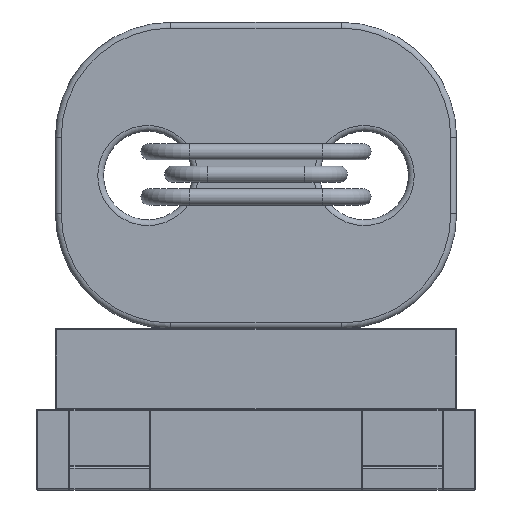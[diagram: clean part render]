
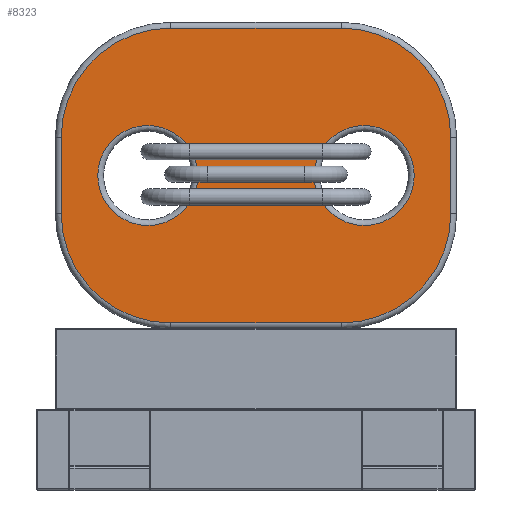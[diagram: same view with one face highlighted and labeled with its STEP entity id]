
A CAD part, front view. The second image highlights one B-rep face of the part: STEP entity #8323.
In plain terms, the highlighted planar face has unit normal (0, -1, 0).
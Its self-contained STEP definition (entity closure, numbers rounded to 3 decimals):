
#200=FACE_BOUND('',#2963,.T.);
#201=FACE_BOUND('',#2964,.T.);
#346=PLANE('',#9339);
#805=LINE('',#13311,#1535);
#806=LINE('',#13315,#1536);
#807=LINE('',#13319,#1537);
#808=LINE('',#13323,#1538);
#1535=VECTOR('',#11073,10.);
#1536=VECTOR('',#11076,10.);
#1537=VECTOR('',#11079,10.);
#1538=VECTOR('',#11082,10.);
#2426=FACE_OUTER_BOUND('',#2962,.T.);
#2962=EDGE_LOOP('',(#6704,#6705,#6706,#6707,#6708,#6709,#6710,#6711));
#2963=EDGE_LOOP('',(#6712,#6713));
#2964=EDGE_LOOP('',(#6714,#6715));
#3499=CIRCLE('',#9336,0.435);
#3501=CIRCLE('',#9338,0.435);
#3502=CIRCLE('',#9340,0.95);
#3503=CIRCLE('',#9341,0.95);
#3504=CIRCLE('',#9342,0.95);
#3505=CIRCLE('',#9343,0.95);
#3506=CIRCLE('',#9344,0.435);
#3507=CIRCLE('',#9345,0.435);
#3920=VERTEX_POINT('',#13303);
#3921=VERTEX_POINT('',#13304);
#3922=VERTEX_POINT('',#13309);
#3923=VERTEX_POINT('',#13310);
#3924=VERTEX_POINT('',#13312);
#3925=VERTEX_POINT('',#13314);
#3926=VERTEX_POINT('',#13316);
#3927=VERTEX_POINT('',#13318);
#3928=VERTEX_POINT('',#13320);
#3929=VERTEX_POINT('',#13322);
#3930=VERTEX_POINT('',#13325);
#3931=VERTEX_POINT('',#13326);
#4916=EDGE_CURVE('',#3920,#3921,#3499,.T.);
#4918=EDGE_CURVE('',#3921,#3920,#3501,.T.);
#4919=EDGE_CURVE('',#3922,#3923,#805,.T.);
#4920=EDGE_CURVE('',#3924,#3922,#3502,.T.);
#4921=EDGE_CURVE('',#3925,#3924,#806,.T.);
#4922=EDGE_CURVE('',#3926,#3925,#3503,.T.);
#4923=EDGE_CURVE('',#3927,#3926,#807,.T.);
#4924=EDGE_CURVE('',#3928,#3927,#3504,.T.);
#4925=EDGE_CURVE('',#3929,#3928,#808,.T.);
#4926=EDGE_CURVE('',#3923,#3929,#3505,.T.);
#4927=EDGE_CURVE('',#3930,#3931,#3506,.T.);
#4928=EDGE_CURVE('',#3931,#3930,#3507,.T.);
#6704=ORIENTED_EDGE('',*,*,#4919,.F.);
#6705=ORIENTED_EDGE('',*,*,#4920,.F.);
#6706=ORIENTED_EDGE('',*,*,#4921,.F.);
#6707=ORIENTED_EDGE('',*,*,#4922,.F.);
#6708=ORIENTED_EDGE('',*,*,#4923,.F.);
#6709=ORIENTED_EDGE('',*,*,#4924,.F.);
#6710=ORIENTED_EDGE('',*,*,#4925,.F.);
#6711=ORIENTED_EDGE('',*,*,#4926,.F.);
#6712=ORIENTED_EDGE('',*,*,#4927,.F.);
#6713=ORIENTED_EDGE('',*,*,#4928,.F.);
#6714=ORIENTED_EDGE('',*,*,#4916,.F.);
#6715=ORIENTED_EDGE('',*,*,#4918,.F.);
#8323=ADVANCED_FACE('',(#2426,#200,#201),#346,.F.);
#9336=AXIS2_PLACEMENT_3D('',#13305,#11065,#11066);
#9338=AXIS2_PLACEMENT_3D('',#13307,#11069,#11070);
#9339=AXIS2_PLACEMENT_3D('',#13308,#11071,#11072);
#9340=AXIS2_PLACEMENT_3D('',#13313,#11074,#11075);
#9341=AXIS2_PLACEMENT_3D('',#13317,#11077,#11078);
#9342=AXIS2_PLACEMENT_3D('',#13321,#11080,#11081);
#9343=AXIS2_PLACEMENT_3D('',#13324,#11083,#11084);
#9344=AXIS2_PLACEMENT_3D('',#13327,#11085,#11086);
#9345=AXIS2_PLACEMENT_3D('',#13328,#11087,#11088);
#11065=DIRECTION('center_axis',(0.,-1.,0.));
#11066=DIRECTION('ref_axis',(1.,0.,0.));
#11069=DIRECTION('center_axis',(0.,-1.,0.));
#11070=DIRECTION('ref_axis',(1.,0.,0.));
#11071=DIRECTION('center_axis',(0.,1.,0.));
#11072=DIRECTION('ref_axis',(0.,0.,1.));
#11073=DIRECTION('',(-1.,0.,0.));
#11074=DIRECTION('center_axis',(0.,1.,0.));
#11075=DIRECTION('ref_axis',(0.707,0.,-0.707));
#11076=DIRECTION('',(0.,0.,-1.));
#11077=DIRECTION('center_axis',(0.,1.,0.));
#11078=DIRECTION('ref_axis',(0.707,0.,0.707));
#11079=DIRECTION('',(1.,0.,0.));
#11080=DIRECTION('center_axis',(0.,1.,0.));
#11081=DIRECTION('ref_axis',(-0.707,0.,0.707));
#11082=DIRECTION('',(0.,0.,1.));
#11083=DIRECTION('center_axis',(0.,1.,0.));
#11084=DIRECTION('ref_axis',(-0.707,0.,-0.707));
#11085=DIRECTION('center_axis',(0.,-1.,0.));
#11086=DIRECTION('ref_axis',(1.,0.,0.));
#11087=DIRECTION('center_axis',(0.,-1.,0.));
#11088=DIRECTION('ref_axis',(1.,0.,0.));
#13303=CARTESIAN_POINT('',(0.505,-0.875,2.73));
#13304=CARTESIAN_POINT('',(0.939,-0.875,2.295));
#13305=CARTESIAN_POINT('Origin',(0.939,-0.875,2.73));
#13307=CARTESIAN_POINT('Origin',(0.939,-0.875,2.73));
#13308=CARTESIAN_POINT('Origin',(0.,-0.875,2.73));
#13309=CARTESIAN_POINT('',(0.742,-0.875,1.45));
#13310=CARTESIAN_POINT('',(-0.742,-0.875,1.45));
#13311=CARTESIAN_POINT('',(0.371,-0.875,1.45));
#13312=CARTESIAN_POINT('',(1.692,-0.875,2.4));
#13313=CARTESIAN_POINT('Origin',(0.742,-0.875,2.4));
#13314=CARTESIAN_POINT('',(1.692,-0.875,3.06));
#13315=CARTESIAN_POINT('',(1.692,-0.875,2.895));
#13316=CARTESIAN_POINT('',(0.742,-0.875,4.01));
#13317=CARTESIAN_POINT('Origin',(0.742,-0.875,3.06));
#13318=CARTESIAN_POINT('',(-0.742,-0.875,4.01));
#13319=CARTESIAN_POINT('',(-0.371,-0.875,4.01));
#13320=CARTESIAN_POINT('',(-1.692,-0.875,3.06));
#13321=CARTESIAN_POINT('Origin',(-0.742,-0.875,3.06));
#13322=CARTESIAN_POINT('',(-1.692,-0.875,2.4));
#13323=CARTESIAN_POINT('',(-1.692,-0.875,2.565));
#13324=CARTESIAN_POINT('Origin',(-0.742,-0.875,2.4));
#13325=CARTESIAN_POINT('',(-1.374,-0.875,2.73));
#13326=CARTESIAN_POINT('',(-0.939,-0.875,2.295));
#13327=CARTESIAN_POINT('Origin',(-0.939,-0.875,2.73));
#13328=CARTESIAN_POINT('Origin',(-0.939,-0.875,2.73));
